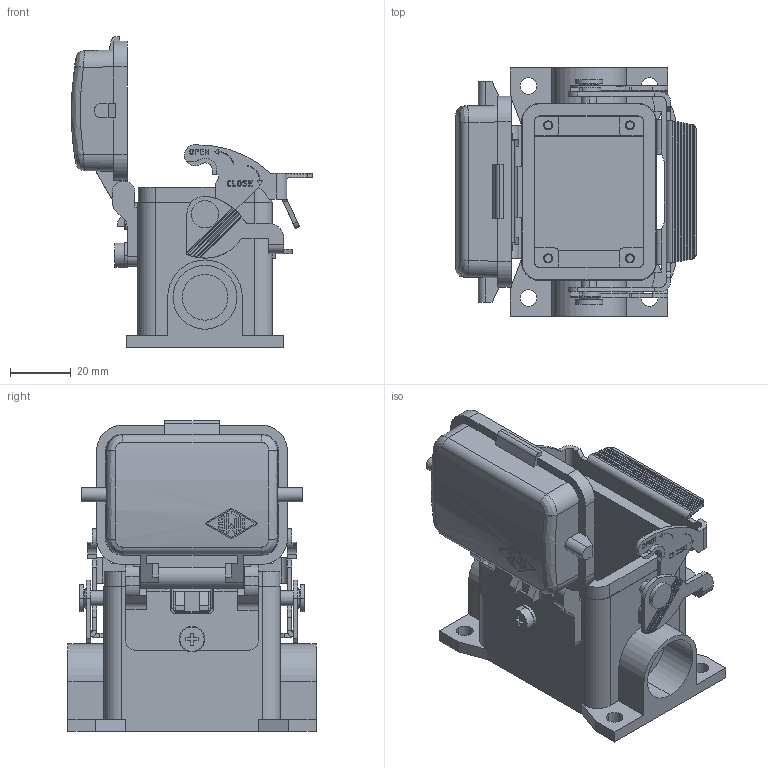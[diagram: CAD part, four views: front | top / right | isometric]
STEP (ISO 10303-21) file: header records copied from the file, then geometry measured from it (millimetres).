
FILE_DESCRIPTION(('Creo Elements/Direct Modeling STEP Export'),'2;1');
FILE_NAME('0ln7uvk4qjo0bct5880','2019-05-07T16:01:27',(''),(''),'PTC Creo Elements/Direct Modeling STEP processor for AP214 (Solid Model)','PTC Creo Elements/Direct Modeling 19.0E 27-Jun-2016 (C) Parametric Technology GmbH','');
FILE_SCHEMA(('AUTOMOTIVE_DESIGN { 1 0 10303 214 1 1 1 1 }'));
Length unit declared in the file: millimetre
Products named in the file (2): MVP_06_LSP20.stp
Assembly tree (1 placements, depth 2):
  MVP_06_LSP20.stp
    MVP_06_LSP20.stp
Bounding box: 79.6 x 82 x 102.73 mm (x, y, z)
Volume: 89654.6 mm3; surface area: 53274.3 mm2
Topology: 1 solids, 1 shells, 607 faces, 2150 edges, 1603 vertices
Faces by surface type: plane 384, cylinder 199, bspline 14, torus 10
Entity records: 27987 total; most frequent: CARTESIAN_POINT 9120, ORIENTED_EDGE 4300, DIRECTION 3481, EDGE_CURVE 2150, VERTEX_POINT 1603, VECTOR 1545, LINE 1545, AXIS2_PLACEMENT_3D 968
